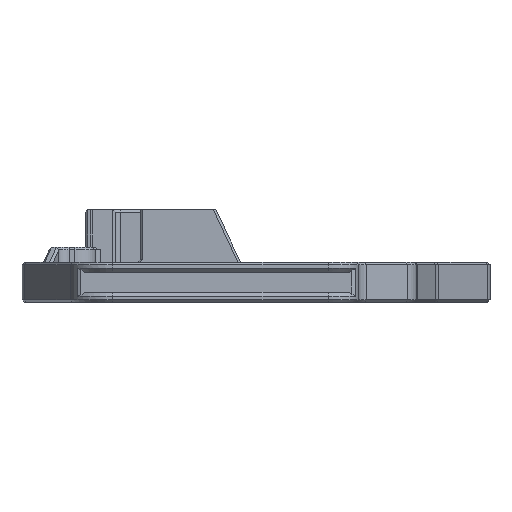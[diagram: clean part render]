
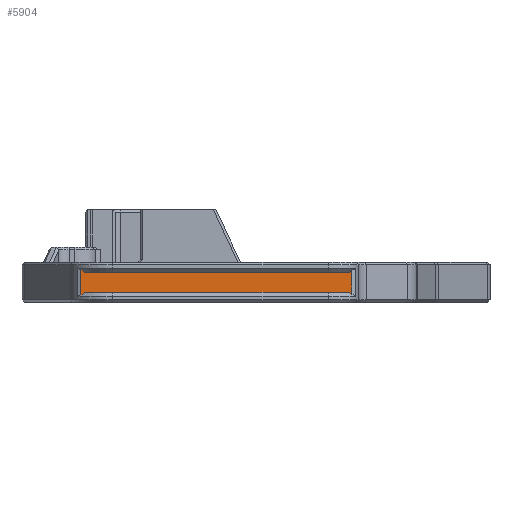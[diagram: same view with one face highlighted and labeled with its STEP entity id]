
A CAD part, left-side view. The second image highlights one B-rep face of the part: STEP entity #5904.
In plain terms, the highlighted planar face has unit normal (-1, 0, 0).
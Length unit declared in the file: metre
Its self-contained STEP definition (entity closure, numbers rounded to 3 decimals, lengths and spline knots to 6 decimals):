
#165=B_SPLINE_CURVE_WITH_KNOTS('',3,(#10061,#10062,#10063,#10064),
 .UNSPECIFIED.,.F.,.F.,(4,4),(0.,0.000601),.UNSPECIFIED.);
#166=B_SPLINE_CURVE_WITH_KNOTS('',3,(#10068,#10069,#10070,#10071),
 .UNSPECIFIED.,.F.,.F.,(4,4),(0.,0.000601),.UNSPECIFIED.);
#167=B_SPLINE_CURVE_WITH_KNOTS('',3,(#10072,#10073,#10074,#10075),
 .UNSPECIFIED.,.F.,.F.,(4,4),(0.,0.000903),.UNSPECIFIED.);
#168=B_SPLINE_CURVE_WITH_KNOTS('',3,(#10079,#10080,#10081,#10082),
 .UNSPECIFIED.,.F.,.F.,(4,4),(0.,0.000903),.UNSPECIFIED.);
#2065=ORIENTED_EDGE('',*,*,#2945,.T.);
#2066=ORIENTED_EDGE('',*,*,#2946,.T.);
#2067=ORIENTED_EDGE('',*,*,#2947,.T.);
#2068=ORIENTED_EDGE('',*,*,#2937,.F.);
#2069=ORIENTED_EDGE('',*,*,#2948,.T.);
#2070=ORIENTED_EDGE('',*,*,#2949,.T.);
#2071=ORIENTED_EDGE('',*,*,#2950,.T.);
#2072=ORIENTED_EDGE('',*,*,#2943,.T.);
#2937=EDGE_CURVE('',#3447,#3448,#3990,.T.);
#2943=EDGE_CURVE('',#3454,#3453,#3993,.T.);
#2945=EDGE_CURVE('',#3453,#3455,#165,.T.);
#2946=EDGE_CURVE('',#3455,#3456,#3994,.T.);
#2947=EDGE_CURVE('',#3456,#3448,#166,.T.);
#2948=EDGE_CURVE('',#3447,#3457,#167,.T.);
#2949=EDGE_CURVE('',#3457,#3458,#3995,.T.);
#2950=EDGE_CURVE('',#3458,#3454,#168,.T.);
#3447=VERTEX_POINT('',#10044);
#3448=VERTEX_POINT('',#10045);
#3453=VERTEX_POINT('',#10056);
#3454=VERTEX_POINT('',#10058);
#3455=VERTEX_POINT('',#10065);
#3456=VERTEX_POINT('',#10067);
#3457=VERTEX_POINT('',#10076);
#3458=VERTEX_POINT('',#10078);
#3990=LINE('',#10043,#4535);
#3993=LINE('',#10057,#4538);
#3994=LINE('',#10066,#4539);
#3995=LINE('',#10077,#4540);
#4535=VECTOR('',#8258,1.);
#4538=VECTOR('',#8269,1.);
#4539=VECTOR('',#8274,1.);
#4540=VECTOR('',#8275,1.);
#4942=EDGE_LOOP('',(#2065,#2066,#2067,#2068,#2069,#2070,#2071,#2072));
#5350=FACE_BOUND('',#4942,.T.);
#5547=PLANE('',#6528);
#5904=ADVANCED_FACE('',(#5350),#5547,.T.);
#6528=AXIS2_PLACEMENT_3D('',#10060,#8272,#8273);
#8258=DIRECTION('',(0.,-1.,0.));
#8269=DIRECTION('',(0.,-1.,0.));
#8272=DIRECTION('',(-1.,0.,0.));
#8273=DIRECTION('',(0.,-1.,0.));
#8274=DIRECTION('',(0.,0.,1.));
#8275=DIRECTION('',(0.,0.,-1.));
#10043=CARTESIAN_POINT('',(-0.05902,0.008289,0.006));
#10044=CARTESIAN_POINT('',(-0.059027,0.034137,0.006));
#10045=CARTESIAN_POINT('',(-0.059013,-0.018639,0.006));
#10056=CARTESIAN_POINT('',(-0.059013,-0.018639,0.002));
#10057=CARTESIAN_POINT('',(-0.05902,0.008289,0.002));
#10058=CARTESIAN_POINT('',(-0.059027,0.034137,0.002));
#10060=CARTESIAN_POINT('',(-0.05902,0.008289,0.004));
#10061=CARTESIAN_POINT('',(-0.059013,-0.018639,0.002));
#10062=CARTESIAN_POINT('',(-0.059013,-0.018796,0.001876));
#10063=CARTESIAN_POINT('',(-0.059013,-0.018952,0.00175));
#10064=CARTESIAN_POINT('',(-0.059013,-0.019107,0.001623));
#10065=CARTESIAN_POINT('',(-0.059013,-0.019107,0.001623));
#10066=CARTESIAN_POINT('',(-0.059013,-0.019107,0.006));
#10067=CARTESIAN_POINT('',(-0.059013,-0.019107,0.006377));
#10068=CARTESIAN_POINT('',(-0.059013,-0.019107,0.006377));
#10069=CARTESIAN_POINT('',(-0.059013,-0.018952,0.00625));
#10070=CARTESIAN_POINT('',(-0.059013,-0.018796,0.006124));
#10071=CARTESIAN_POINT('',(-0.059013,-0.018639,0.006));
#10072=CARTESIAN_POINT('',(-0.059027,0.034137,0.006));
#10073=CARTESIAN_POINT('',(-0.059027,0.034387,0.006166));
#10074=CARTESIAN_POINT('',(-0.059027,0.034635,0.006337));
#10075=CARTESIAN_POINT('',(-0.059027,0.034881,0.006511));
#10076=CARTESIAN_POINT('',(-0.059027,0.034881,0.006511));
#10077=CARTESIAN_POINT('',(-0.059027,0.034881,0.004));
#10078=CARTESIAN_POINT('',(-0.059027,0.034881,0.001489));
#10079=CARTESIAN_POINT('',(-0.059027,0.034881,0.001489));
#10080=CARTESIAN_POINT('',(-0.059027,0.034635,0.001663));
#10081=CARTESIAN_POINT('',(-0.059027,0.034387,0.001834));
#10082=CARTESIAN_POINT('',(-0.059027,0.034137,0.002));
